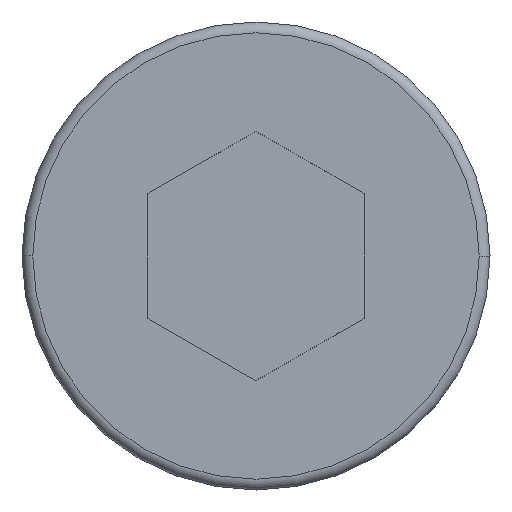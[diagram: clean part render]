
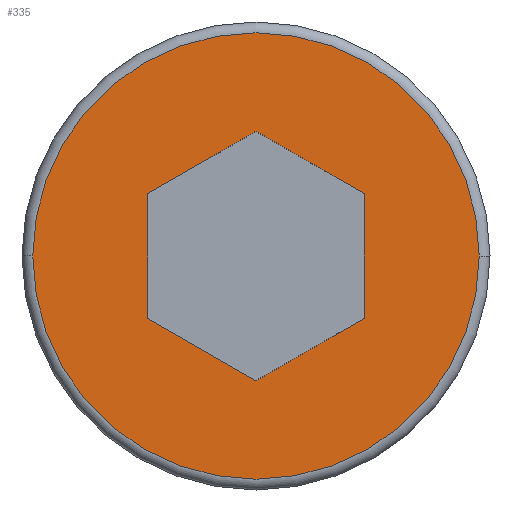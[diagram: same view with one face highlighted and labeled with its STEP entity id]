
A CAD part, left-side view. The second image highlights one B-rep face of the part: STEP entity #335.
In plain terms, the highlighted planar face has unit normal (-1, 0, 0).
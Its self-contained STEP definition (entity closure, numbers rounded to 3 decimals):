
#20 = ORIENTED_EDGE ( 'NONE', *, *, #340, .F. ) ;
#27 = ORIENTED_EDGE ( 'NONE', *, *, #379, .T. ) ;
#28 = EDGE_CURVE ( 'NONE', #152, #181, #328, .T. ) ;
#33 = EDGE_CURVE ( 'NONE', #181, #406, #55, .T. ) ;
#35 = DIRECTION ( 'NONE',  ( -1., 0., 0. ) ) ;
#36 = CARTESIAN_POINT ( 'NONE',  ( 0., -3., 1.732 ) ) ;
#48 = CIRCLE ( 'NONE', #68, 6.2 ) ;
#55 = LINE ( 'NONE', #404, #529 ) ;
#60 = DIRECTION ( 'NONE',  ( 0., 0.866, -0.5 ) ) ;
#68 = AXIS2_PLACEMENT_3D ( 'NONE', #121, #564, #269 ) ;
#72 = CARTESIAN_POINT ( 'NONE',  ( 0., -6.2, 0. ) ) ;
#79 = CIRCLE ( 'NONE', #310, 6.2 ) ;
#88 = DIRECTION ( 'NONE',  ( 0., 0.866, 0.5 ) ) ;
#100 = EDGE_LOOP ( 'NONE', ( #27, #301 ) ) ;
#112 = EDGE_CURVE ( 'NONE', #158, #583, #79, .T. ) ;
#114 = DIRECTION ( 'NONE',  ( 0., -1., 0. ) ) ;
#121 = CARTESIAN_POINT ( 'NONE',  ( 0., 0., 0. ) ) ;
#122 = CARTESIAN_POINT ( 'NONE',  ( 0., 0., 0. ) ) ;
#125 = CARTESIAN_POINT ( 'NONE',  ( 0., 3., 1.732 ) ) ;
#130 = LINE ( 'NONE', #274, #299 ) ;
#137 = CARTESIAN_POINT ( 'NONE',  ( 0., 0., -3.464 ) ) ;
#152 = VERTEX_POINT ( 'NONE', #551 ) ;
#158 = VERTEX_POINT ( 'NONE', #512 ) ;
#181 = VERTEX_POINT ( 'NONE', #275 ) ;
#201 = ORIENTED_EDGE ( 'NONE', *, *, #414, .F. ) ;
#202 = ORIENTED_EDGE ( 'NONE', *, *, #516, .F. ) ;
#205 = ORIENTED_EDGE ( 'NONE', *, *, #613, .F. ) ;
#214 = CARTESIAN_POINT ( 'NONE',  ( 0., 3., -1.732 ) ) ;
#225 = VERTEX_POINT ( 'NONE', #594 ) ;
#249 = AXIS2_PLACEMENT_3D ( 'NONE', #565, #497, #451 ) ;
#260 = VECTOR ( 'NONE', #371, 1000. ) ;
#269 = DIRECTION ( 'NONE',  ( 0., -1., 0. ) ) ;
#274 = CARTESIAN_POINT ( 'NONE',  ( 0., 3., 1.732 ) ) ;
#275 = CARTESIAN_POINT ( 'NONE',  ( 0., 0., 3.464 ) ) ;
#291 = CARTESIAN_POINT ( 'NONE',  ( 0., 3., -1.732 ) ) ;
#299 = VECTOR ( 'NONE', #315, 1000. ) ;
#301 = ORIENTED_EDGE ( 'NONE', *, *, #112, .T. ) ;
#310 = AXIS2_PLACEMENT_3D ( 'NONE', #122, #35, #114 ) ;
#315 = DIRECTION ( 'NONE',  ( 0., 0., -1. ) ) ;
#328 = LINE ( 'NONE', #36, #448 ) ;
#335 = ADVANCED_FACE ( 'NONE', ( #517, #434 ), #377, .T. ) ;
#340 = EDGE_CURVE ( 'NONE', #493, #343, #597, .T. ) ;
#341 = CARTESIAN_POINT ( 'NONE',  ( 0., -3., -1.732 ) ) ;
#343 = VERTEX_POINT ( 'NONE', #137 ) ;
#352 = CARTESIAN_POINT ( 'NONE',  ( 0., 0., -3.464 ) ) ;
#355 = DIRECTION ( 'NONE',  ( 0., -0.866, 0.5 ) ) ;
#364 = VECTOR ( 'NONE', #573, 1000. ) ;
#371 = DIRECTION ( 'NONE',  ( 0., -0.866, -0.5 ) ) ;
#375 = ORIENTED_EDGE ( 'NONE', *, *, #33, .F. ) ;
#377 = PLANE ( 'NONE',  #249 ) ;
#379 = EDGE_CURVE ( 'NONE', #583, #158, #48, .T. ) ;
#404 = CARTESIAN_POINT ( 'NONE',  ( 0., 0., 3.464 ) ) ;
#406 = VERTEX_POINT ( 'NONE', #125 ) ;
#414 = EDGE_CURVE ( 'NONE', #406, #493, #130, .T. ) ;
#434 = FACE_BOUND ( 'NONE', #437, .T. ) ;
#437 = EDGE_LOOP ( 'NONE', ( #201, #375, #601, #202, #205, #20 ) ) ;
#444 = LINE ( 'NONE', #352, #490 ) ;
#448 = VECTOR ( 'NONE', #88, 1000. ) ;
#451 = DIRECTION ( 'NONE',  ( 0., -1., 0. ) ) ;
#479 = LINE ( 'NONE', #341, #364 ) ;
#490 = VECTOR ( 'NONE', #355, 1000. ) ;
#493 = VERTEX_POINT ( 'NONE', #291 ) ;
#497 = DIRECTION ( 'NONE',  ( -1., 0., 0. ) ) ;
#512 = CARTESIAN_POINT ( 'NONE',  ( 0., 6.2, 0. ) ) ;
#516 = EDGE_CURVE ( 'NONE', #225, #152, #479, .T. ) ;
#517 = FACE_OUTER_BOUND ( 'NONE', #100, .T. ) ;
#529 = VECTOR ( 'NONE', #60, 1000. ) ;
#551 = CARTESIAN_POINT ( 'NONE',  ( 0., -3., 1.732 ) ) ;
#564 = DIRECTION ( 'NONE',  ( -1., 0., 0. ) ) ;
#565 = CARTESIAN_POINT ( 'NONE',  ( 0., 0., 0. ) ) ;
#573 = DIRECTION ( 'NONE',  ( 0., 0., 1. ) ) ;
#583 = VERTEX_POINT ( 'NONE', #72 ) ;
#594 = CARTESIAN_POINT ( 'NONE',  ( 0., -3., -1.732 ) ) ;
#597 = LINE ( 'NONE', #214, #260 ) ;
#601 = ORIENTED_EDGE ( 'NONE', *, *, #28, .F. ) ;
#613 = EDGE_CURVE ( 'NONE', #343, #225, #444, .T. ) ;
